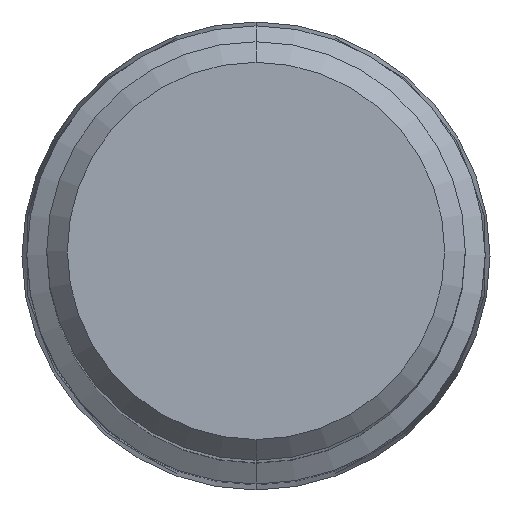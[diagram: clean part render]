
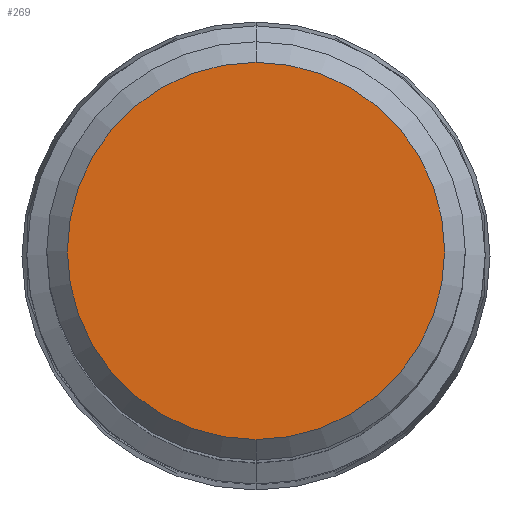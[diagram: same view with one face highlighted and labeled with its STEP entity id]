
A CAD part, top view. The second image highlights one B-rep face of the part: STEP entity #269.
In plain terms, the highlighted planar face has unit normal (0, 0, 1).
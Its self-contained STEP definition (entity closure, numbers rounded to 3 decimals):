
#249=VERTEX_POINT('',#494);
#269=ADVANCED_FACE('',(#518),#519,.T.);
#303=EDGE_CURVE('',#249,#307,#559,.T.);
#307=VERTEX_POINT('',#563);
#321=EDGE_CURVE('',#307,#249,#577,.T.);
#494=CARTESIAN_POINT('',(0.0,9.15,0.0));
#518=FACE_OUTER_BOUND('',#811,.T.);
#519=PLANE('',#812);
#559=CIRCLE('',#860,9.15);
#563=CARTESIAN_POINT('',(0.,-9.15,0.0));
#577=CIRCLE('',#886,9.15);
#811=EDGE_LOOP('',(#1125,#1126));
#812=AXIS2_PLACEMENT_3D('',#1127,#1128,#1129);
#860=AXIS2_PLACEMENT_3D('',#1194,#1195,#1196);
#886=AXIS2_PLACEMENT_3D('',#1208,#1209,#1210);
#1125=ORIENTED_EDGE('',*,*,#303,.F.);
#1126=ORIENTED_EDGE('',*,*,#321,.F.);
#1127=CARTESIAN_POINT('',(0.0,4.575,0.0));
#1128=DIRECTION('',(-0.0,0.0,1.0));
#1129=DIRECTION('',(0.0,-1.0,0.0));
#1194=CARTESIAN_POINT('',(0.0,0.0,0.0));
#1195=DIRECTION('',(0.0,0.0,-1.0));
#1196=DIRECTION('',(0.0,1.0,0.0));
#1208=CARTESIAN_POINT('',(0.0,0.0,0.0));
#1209=DIRECTION('',(0.0,0.0,-1.0));
#1210=DIRECTION('',(0.0,1.0,0.0));
